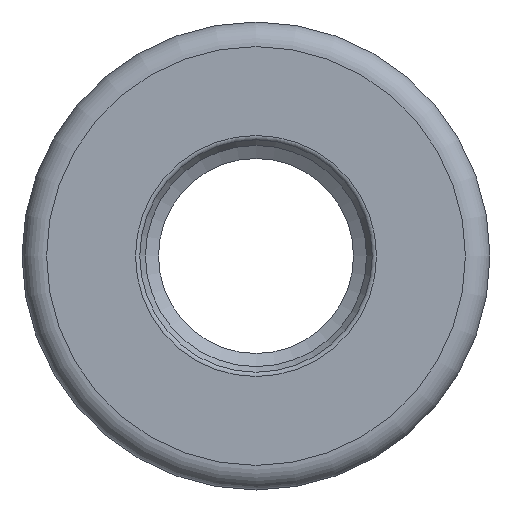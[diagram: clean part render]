
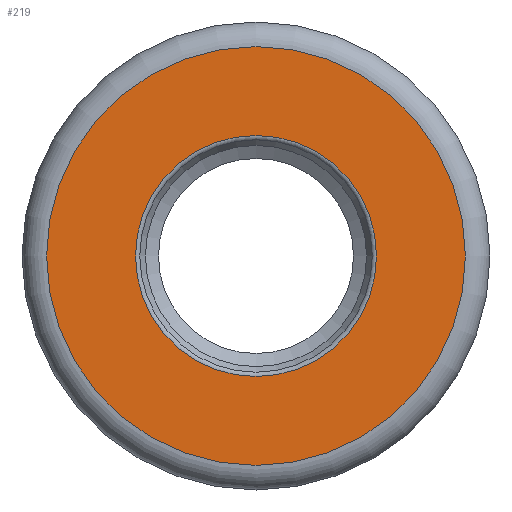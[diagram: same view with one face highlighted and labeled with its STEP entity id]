
A CAD part, left-side view. The second image highlights one B-rep face of the part: STEP entity #219.
In plain terms, the highlighted planar face has unit normal (-1, 0, 0).
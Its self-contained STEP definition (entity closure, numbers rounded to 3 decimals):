
#16=FACE_BOUND('',#56,.T.);
#18=PLANE('',#267);
#40=FACE_OUTER_BOUND('',#55,.T.);
#55=EDGE_LOOP('',(#197));
#56=EDGE_LOOP('',(#198));
#92=CIRCLE('',#265,4.904);
#94=CIRCLE('',#268,8.525);
#112=VERTEX_POINT('',#408);
#113=VERTEX_POINT('',#412);
#140=EDGE_CURVE('',#112,#112,#92,.T.);
#142=EDGE_CURVE('',#113,#113,#94,.T.);
#197=ORIENTED_EDGE('',*,*,#142,.F.);
#198=ORIENTED_EDGE('',*,*,#140,.T.);
#219=ADVANCED_FACE('',(#40,#16),#18,.T.);
#265=AXIS2_PLACEMENT_3D('',#409,#341,#342);
#267=AXIS2_PLACEMENT_3D('',#411,#345,#346);
#268=AXIS2_PLACEMENT_3D('',#413,#347,#348);
#341=DIRECTION('center_axis',(1.,0.,0.));
#342=DIRECTION('ref_axis',(0.,0.,-1.));
#345=DIRECTION('center_axis',(-1.,0.,0.));
#346=DIRECTION('ref_axis',(0.,0.,1.));
#347=DIRECTION('center_axis',(1.,0.,0.));
#348=DIRECTION('ref_axis',(0.,0.,-1.));
#408=CARTESIAN_POINT('',(0.,0.,4.904));
#409=CARTESIAN_POINT('Origin',(0.,0.,
0.));
#411=CARTESIAN_POINT('Origin',(0.,8.525,0.));
#412=CARTESIAN_POINT('',(0.,0.,8.525));
#413=CARTESIAN_POINT('Origin',(0.,0.,
0.));
